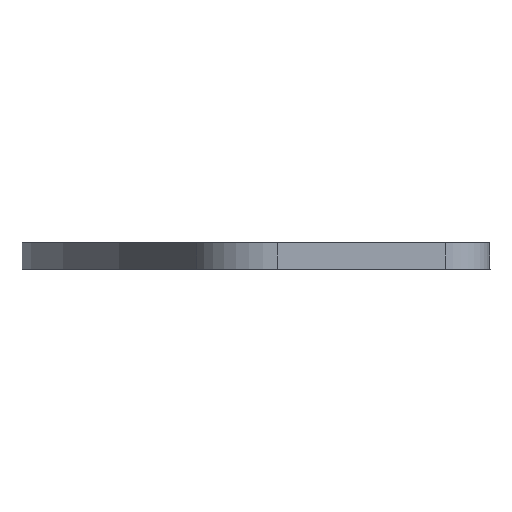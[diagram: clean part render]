
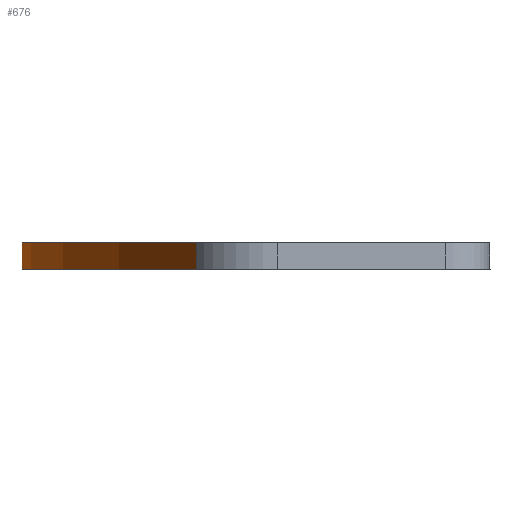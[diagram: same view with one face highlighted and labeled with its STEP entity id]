
A CAD part, left-side view. The second image highlights one B-rep face of the part: STEP entity #676.
In plain terms, the highlighted cylindrical face has radius 200 mm (diameter 400 mm), a partial arc.
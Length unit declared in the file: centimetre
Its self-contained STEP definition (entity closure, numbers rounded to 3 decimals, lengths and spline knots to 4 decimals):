
#1 = CARTESIAN_POINT ( 'NONE',  ( 5.1513, -15.7577, 0.3 ) ) ;
#54 = EDGE_CURVE ( 'NONE', #91, #603, #223, .T. ) ;
#91 = VERTEX_POINT ( 'NONE', #362 ) ;
#96 = CARTESIAN_POINT ( 'NONE',  ( 12.1756, 2.9681, 0.3 ) ) ;
#116 = CARTESIAN_POINT ( 'NONE',  ( 12.1756, 2.9681, 0. ) ) ;
#130 = DIRECTION ( 'NONE',  ( 0., 0., 1. ) ) ;
#145 = AXIS2_PLACEMENT_3D ( 'NONE', #1, #551, #802 ) ;
#153 = ORIENTED_EDGE ( 'NONE', *, *, #360, .T. ) ;
#173 = DIRECTION ( 'NONE',  ( 1., 0., 0. ) ) ;
#218 = DIRECTION ( 'NONE',  ( 0., 0., 1. ) ) ;
#223 = LINE ( 'NONE', #413, #324 ) ;
#320 = DIRECTION ( 'NONE',  ( 0., 0., 1. ) ) ;
#324 = VECTOR ( 'NONE', #130, 100. ) ;
#360 = EDGE_CURVE ( 'NONE', #469, #91, #373, .T. ) ;
#362 = CARTESIAN_POINT ( 'NONE',  ( -3.4816, 2.2831, 0. ) ) ;
#372 = FACE_OUTER_BOUND ( 'NONE', #471, .T. ) ;
#373 = CIRCLE ( 'NONE', #453, 20. ) ;
#388 = DIRECTION ( 'NONE',  ( 0., 0., -1. ) ) ;
#398 = CARTESIAN_POINT ( 'NONE',  ( 5.1513, -15.7577, 0. ) ) ;
#413 = CARTESIAN_POINT ( 'NONE',  ( -3.4816, 2.2831, 0.3 ) ) ;
#421 = VERTEX_POINT ( 'NONE', #96 ) ;
#432 = CARTESIAN_POINT ( 'NONE',  ( -3.4816, 2.2831, 0.3 ) ) ;
#450 = ORIENTED_EDGE ( 'NONE', *, *, #481, .F. ) ;
#453 = AXIS2_PLACEMENT_3D ( 'NONE', #398, #320, #647 ) ;
#455 = CIRCLE ( 'NONE', #589, 20. ) ;
#456 = LINE ( 'NONE', #505, #522 ) ;
#461 = ORIENTED_EDGE ( 'NONE', *, *, #786, .T. ) ;
#469 = VERTEX_POINT ( 'NONE', #116 ) ;
#471 = EDGE_LOOP ( 'NONE', ( #153, #566, #450, #461 ) ) ;
#481 = EDGE_CURVE ( 'NONE', #421, #603, #455, .T. ) ;
#505 = CARTESIAN_POINT ( 'NONE',  ( 12.1756, 2.9681, 0.3 ) ) ;
#522 = VECTOR ( 'NONE', #388, 100. ) ;
#547 = CARTESIAN_POINT ( 'NONE',  ( 5.1513, -15.7577, 0.3 ) ) ;
#551 = DIRECTION ( 'NONE',  ( 0., 0., -1. ) ) ;
#566 = ORIENTED_EDGE ( 'NONE', *, *, #54, .T. ) ;
#589 = AXIS2_PLACEMENT_3D ( 'NONE', #547, #218, #173 ) ;
#603 = VERTEX_POINT ( 'NONE', #432 ) ;
#631 = CYLINDRICAL_SURFACE ( 'NONE', #145, 20. ) ;
#647 = DIRECTION ( 'NONE',  ( 1., 0., 0. ) ) ;
#676 = ADVANCED_FACE ( 'NONE', ( #372 ), #631, .T. ) ;
#786 = EDGE_CURVE ( 'NONE', #421, #469, #456, .T. ) ;
#802 = DIRECTION ( 'NONE',  ( -1., 0., 0. ) ) ;
